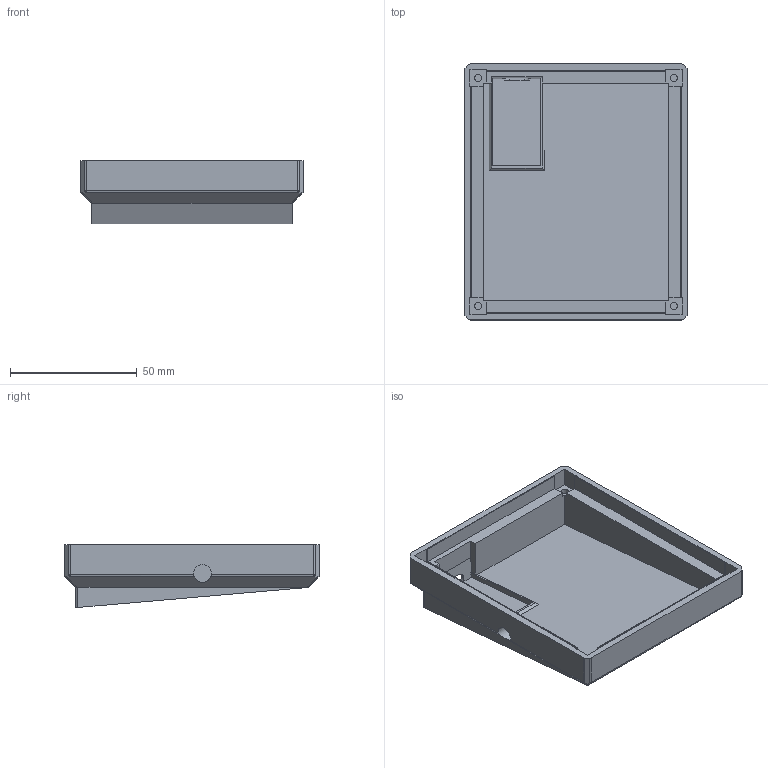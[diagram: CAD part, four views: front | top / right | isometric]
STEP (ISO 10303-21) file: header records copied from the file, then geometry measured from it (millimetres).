
FILE_DESCRIPTION(/* description */ ('STEP AP242','CAx-IF Rec.Pracs.---Representation and Presentation of Product Manufacturing Information (PMI)---4.0---2014-10-13','CAx-IF Rec.Pracs.---3D Tessellated Geometry---0.4---2014-09-14','2;1'),/* implementation_level */ '2;1');
FILE_NAME(/* name */ '68a0ad833b3e5368d32329dd',/* time_stamp */ '2025-08-16T16:10:44Z',/* author */ (''),/* organization */ (''),/* preprocessor_version */ 'ST-DEVELOPER v20',/* originating_system */ 'ONSHAPE BY PTC INC, 1.202',/* authorisation */ ' ');
FILE_SCHEMA (('AP242_MANAGED_MODEL_BASED_3D_ENGINEERING_MIM_LF { 1 0 10303 442 1 1 4 }'));
Length unit declared in the file: metre
Products named in the file (1): Part 1
Bounding box: 88.27 x 101 x 25 mm (x, y, z)
Volume: 52086.6 mm3; surface area: 31118.1 mm2
Topology: 1 solids, 1 shells, 128 faces, 347 edges, 212 vertices
Faces by surface type: plane 80, cylinder 36, sphere 12
Full cylindrical faces by diameter (mm): 2.8 x4, 7 x1
Entity records: 3844 total; most frequent: CARTESIAN_POINT 667, DIRECTION 656, ORIENTED_EDGE 650, EDGE_CURVE 325, LINE 248, VECTOR 248, VERTEX_POINT 207, AXIS2_PLACEMENT_3D 204
